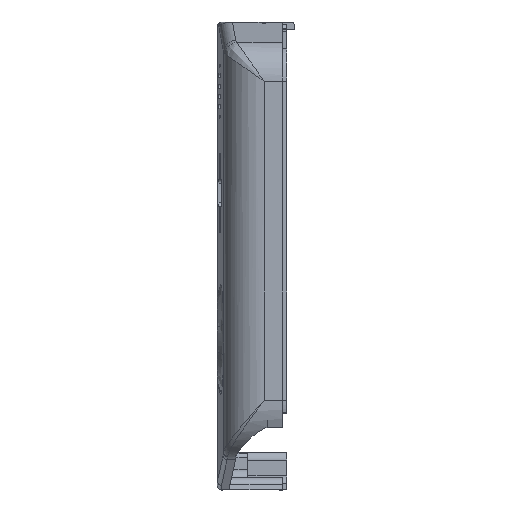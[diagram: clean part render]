
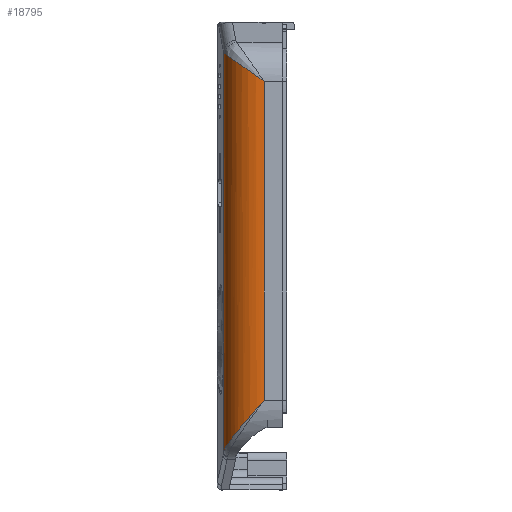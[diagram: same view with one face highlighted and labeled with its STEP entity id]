
A CAD part, left-side view. The second image highlights one B-rep face of the part: STEP entity #18795.
In plain terms, the highlighted cylindrical face has radius 10 mm (diameter 20 mm), a partial arc.
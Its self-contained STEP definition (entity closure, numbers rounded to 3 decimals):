
#253 = CARTESIAN_POINT ( 'NONE',  ( 0.769, 11.344, -97.326 ) ) ;
#2161 = CARTESIAN_POINT ( 'NONE',  ( 9.25, 17.46, -75.248 ) ) ;
#2575 = CARTESIAN_POINT ( 'NONE',  ( 6.556, 16.883, -104.393 ) ) ;
#2721 = CARTESIAN_POINT ( 'NONE',  ( 0.024, 8.188, -93.754 ) ) ;
#2896 = VERTEX_POINT ( 'NONE', #4971 ) ;
#3498 = CARTESIAN_POINT ( 'NONE',  ( 0., 7.488, 0. ) ) ;
#4494 = CARTESIAN_POINT ( 'NONE',  ( 9.501, 17.475, -73.887 ) ) ;
#4566 = CARTESIAN_POINT ( 'NONE',  ( 8.757, 17.438, -7.559 ) ) ;
#4878 = VERTEX_POINT ( 'NONE', #7829 ) ;
#4893 = CARTESIAN_POINT ( 'NONE',  ( 2.691, 14.32, -100.846 ) ) ;
#4971 = CARTESIAN_POINT ( 'NONE',  ( 0., 7.488, -14.585 ) ) ;
#5049 = CARTESIAN_POINT ( 'NONE',  ( 0.059, 8.608, -94.225 ) ) ;
#5543 = CARTESIAN_POINT ( 'NONE',  ( 0., 7.488, -92.967 ) ) ;
#5625 = VECTOR ( 'NONE', #26401, 1000. ) ;
#5648 = CARTESIAN_POINT ( 'NONE',  ( 0., 7.488, -92.967 ) ) ;
#5678 = EDGE_CURVE ( 'NONE', #19204, #26174, #15410, .T. ) ;
#6177 = CARTESIAN_POINT ( 'NONE',  ( 9.501, 17.475, -7.413 ) ) ;
#6880 = CARTESIAN_POINT ( 'NONE',  ( 5.574, 16.461, -103.711 ) ) ;
#6951 = CARTESIAN_POINT ( 'NONE',  ( 9.358, 17.468, -74.565 ) ) ;
#7037 = CARTESIAN_POINT ( 'NONE',  ( 3.135, 14.766, -101.403 ) ) ;
#7119 = EDGE_CURVE ( 'NONE', #2896, #4878, #12804, .T. ) ;
#7214 = EDGE_CURVE ( 'NONE', #4878, #26174, #15936, .T. ) ;
#7326 = CARTESIAN_POINT ( 'NONE',  ( 9.501, 17.475, -73.887 ) ) ;
#7349 = CARTESIAN_POINT ( 'NONE',  ( 4.12, 15.602, -102.484 ) ) ;
#7421 = CARTESIAN_POINT ( 'NONE',  ( 0., 12.148, -11.323 ) ) ;
#7829 = CARTESIAN_POINT ( 'NONE',  ( 7.304, 17.117, -7.844 ) ) ;
#8265 = DIRECTION ( 'NONE',  ( 0., 0., -1. ) ) ;
#8760 = DIRECTION ( 'NONE',  ( 0., 0., 1. ) ) ;
#9679 = CARTESIAN_POINT ( 'NONE',  ( 0.661, 11.075, -97.019 ) ) ;
#9915 = B_SPLINE_CURVE_WITH_KNOTS ( 'NONE', 3,
 ( #4494, #6951, #2161, #14073, #21046, #18401, #16394, #25915 ),
 .UNSPECIFIED., .F., .F.,
 ( 4, 2, 2, 4 ),
 ( 0., 0.002, 0.004, 0.008 ),
 .UNSPECIFIED. ) ;
#9983 = ORIENTED_EDGE ( 'NONE', *, *, #7214, .T. ) ;
#10144 = CARTESIAN_POINT ( 'NONE',  ( 0., 7.626, -93.123 ) ) ;
#10206 = EDGE_CURVE ( 'NONE', #19204, #30052, #9915, .T. ) ;
#10753 = B_SPLINE_CURVE_WITH_KNOTS ( 'NONE', 3,
 ( #20978, #30630, #26157, #30472, #2575, #16482, #6880, #28316, #7349, #18799, #7037, #4893, #16167, #12018, #14327, #21442, #25697, #253, #9679, #19108, #28628, #26320, #5049, #2721, #13858, #23344, #10144, #5648 ),
 .UNSPECIFIED., .F., .F.,
 ( 4, 2, 2, 2, 2, 2, 2, 2, 2, 2, 2, 2, 2, 4 ),
 ( 0., 0.003, 0.004, 0.005, 0.008, 0.009, 0.01, 0.013, 0.014, 0.015, 0.018, 0.019, 0.019, 0.02 ),
 .UNSPECIFIED. ) ;
#11415 = FACE_OUTER_BOUND ( 'NONE', #28378, .T. ) ;
#12018 = CARTESIAN_POINT ( 'NONE',  ( 1.902, 13.386, -99.708 ) ) ;
#12804 =( BOUNDED_CURVE ( )  B_SPLINE_CURVE ( 3, ( #19021, #7421, #17178, #26689 ),
 .UNSPECIFIED., .F., .T. ) 
 B_SPLINE_CURVE_WITH_KNOTS ( ( 4, 4 ),
 ( 4.712, 6.01 ),
 .UNSPECIFIED. ) 
 CURVE ( )  GEOMETRIC_REPRESENTATION_ITEM ( )  RATIONAL_B_SPLINE_CURVE ( ( 1., 0.865, 0.865, 1. ) ) 
 REPRESENTATION_ITEM ( '' )  );
#13031 = ORIENTED_EDGE ( 'NONE', *, *, #10206, .T. ) ;
#13270 = CARTESIAN_POINT ( 'NONE',  ( 9.501, 17.475, -82.113 ) ) ;
#13858 = CARTESIAN_POINT ( 'NONE',  ( 0.015, 8.048, -93.597 ) ) ;
#14073 = CARTESIAN_POINT ( 'NONE',  ( 9.106, 17.448, -76.621 ) ) ;
#14327 = CARTESIAN_POINT ( 'NONE',  ( 1.567, 12.894, -99.126 ) ) ;
#14558 = CARTESIAN_POINT ( 'NONE',  ( 9.501, 17.475, -105.863 ) ) ;
#15410 = LINE ( 'NONE', #15711, #21553 ) ;
#15711 = CARTESIAN_POINT ( 'NONE',  ( 9.501, 17.475, -115.001 ) ) ;
#15936 =( BOUNDED_CURVE ( )  B_SPLINE_CURVE ( 3, ( #26861, #24379, #4566, #29167 ),
 .UNSPECIFIED., .F., .T. ) 
 B_SPLINE_CURVE_WITH_KNOTS ( ( 4, 4 ),
 ( 4.439, 4.662 ),
 .UNSPECIFIED. ) 
 CURVE ( )  GEOMETRIC_REPRESENTATION_ITEM ( )  RATIONAL_B_SPLINE_CURVE ( ( 1., 0.996, 0.996, 1. ) ) 
 REPRESENTATION_ITEM ( '' )  );
#16070 = EDGE_CURVE ( 'NONE', #28803, #30052, #28554, .T. ) ;
#16167 = CARTESIAN_POINT ( 'NONE',  ( 2.484, 14.09, -100.564 ) ) ;
#16184 = DIRECTION ( 'NONE',  ( 1., 0., 0. ) ) ;
#16394 = CARTESIAN_POINT ( 'NONE',  ( 9.216, 17.461, -80.757 ) ) ;
#16482 = CARTESIAN_POINT ( 'NONE',  ( 5.891, 16.611, -103.944 ) ) ;
#17178 = CARTESIAN_POINT ( 'NONE',  ( 2.816, 15.861, -8.723 ) ) ;
#17570 = DIRECTION ( 'NONE',  ( 0., 0., 1. ) ) ;
#17710 = LINE ( 'NONE', #3498, #22305 ) ;
#18401 = CARTESIAN_POINT ( 'NONE',  ( 9.07, 17.444, -79.388 ) ) ;
#18513 = ORIENTED_EDGE ( 'NONE', *, *, #16070, .F. ) ;
#18795 = ADVANCED_FACE ( 'NONE', ( #11415 ), #18817, .T. ) ;
#18799 = CARTESIAN_POINT ( 'NONE',  ( 3.373, 14.983, -101.68 ) ) ;
#18817 = CYLINDRICAL_SURFACE ( 'NONE', #22146, 10. ) ;
#19021 = CARTESIAN_POINT ( 'NONE',  ( 0., 7.488, -14.585 ) ) ;
#19108 = CARTESIAN_POINT ( 'NONE',  ( 0.376, 10.264, -96.094 ) ) ;
#19194 = CARTESIAN_POINT ( 'NONE',  ( 9.501, 17.475, -115.001 ) ) ;
#19204 = VERTEX_POINT ( 'NONE', #7326 ) ;
#20978 = CARTESIAN_POINT ( 'NONE',  ( 9.501, 17.475, -105.863 ) ) ;
#21046 = CARTESIAN_POINT ( 'NONE',  ( 9.07, 17.444, -77.314 ) ) ;
#21442 = CARTESIAN_POINT ( 'NONE',  ( 1.138, 12.13, -98.234 ) ) ;
#21553 = VECTOR ( 'NONE', #17570, 1000. ) ;
#22146 = AXIS2_PLACEMENT_3D ( 'NONE', #22897, #8760, #16184 ) ;
#22208 = ORIENTED_EDGE ( 'NONE', *, *, #28000, .T. ) ;
#22305 = VECTOR ( 'NONE', #8265, 1000. ) ;
#22897 = CARTESIAN_POINT ( 'NONE',  ( 10., 7.488, -115.001 ) ) ;
#23344 = CARTESIAN_POINT ( 'NONE',  ( 0.003, 7.768, -93.282 ) ) ;
#24008 = EDGE_CURVE ( 'NONE', #2896, #25154, #17710, .T. ) ;
#24230 = ORIENTED_EDGE ( 'NONE', *, *, #5678, .F. ) ;
#24379 = CARTESIAN_POINT ( 'NONE',  ( 8.021, 17.318, -7.703 ) ) ;
#25154 = VERTEX_POINT ( 'NONE', #5543 ) ;
#25697 = CARTESIAN_POINT ( 'NONE',  ( 1.007, 11.871, -97.934 ) ) ;
#25915 = CARTESIAN_POINT ( 'NONE',  ( 9.501, 17.475, -82.113 ) ) ;
#26157 = CARTESIAN_POINT ( 'NONE',  ( 7.96, 17.305, -105.208 ) ) ;
#26174 = VERTEX_POINT ( 'NONE', #6177 ) ;
#26320 = CARTESIAN_POINT ( 'NONE',  ( 0.094, 8.886, -94.538 ) ) ;
#26401 = DIRECTION ( 'NONE',  ( 0., 0., 1. ) ) ;
#26689 = CARTESIAN_POINT ( 'NONE',  ( 7.304, 17.117, -7.844 ) ) ;
#26861 = CARTESIAN_POINT ( 'NONE',  ( 7.304, 17.117, -7.844 ) ) ;
#28000 = EDGE_CURVE ( 'NONE', #28803, #25154, #10753, .T. ) ;
#28316 = CARTESIAN_POINT ( 'NONE',  ( 4.668, 15.975, -102.992 ) ) ;
#28378 = EDGE_LOOP ( 'NONE', ( #9983, #24230, #13031, #18513, #22208, #30104, #28831 ) ) ;
#28554 = LINE ( 'NONE', #19194, #5625 ) ;
#28628 = CARTESIAN_POINT ( 'NONE',  ( 0.235, 9.717, -95.474 ) ) ;
#28803 = VERTEX_POINT ( 'NONE', #14558 ) ;
#28831 = ORIENTED_EDGE ( 'NONE', *, *, #7119, .T. ) ;
#29167 = CARTESIAN_POINT ( 'NONE',  ( 9.501, 17.475, -7.413 ) ) ;
#30052 = VERTEX_POINT ( 'NONE', #13270 ) ;
#30104 = ORIENTED_EDGE ( 'NONE', *, *, #24008, .F. ) ;
#30472 = CARTESIAN_POINT ( 'NONE',  ( 6.9, 17.002, -104.606 ) ) ;
#30630 = CARTESIAN_POINT ( 'NONE',  ( 8.707, 17.435, -105.561 ) ) ;
